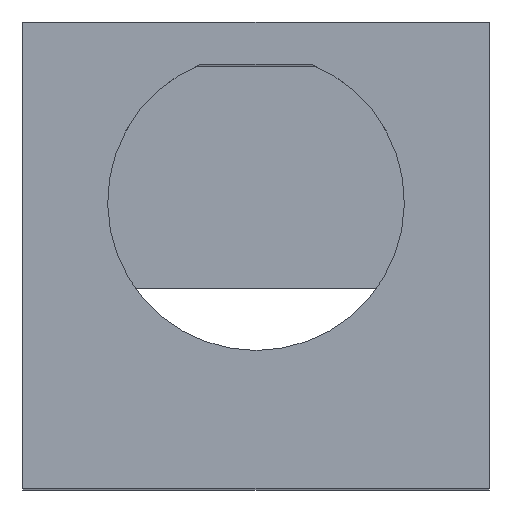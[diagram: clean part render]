
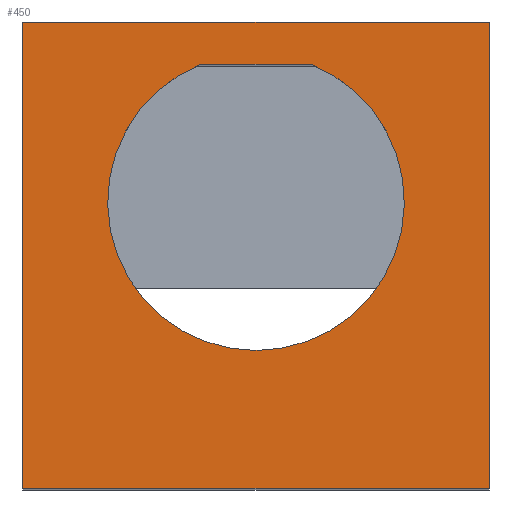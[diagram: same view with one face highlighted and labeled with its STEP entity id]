
A CAD part, top view. The second image highlights one B-rep face of the part: STEP entity #450.
In plain terms, the highlighted planar face has unit normal (0, 0, 1).
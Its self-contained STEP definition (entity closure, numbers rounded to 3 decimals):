
#16=CIRCLE('',#499,3.5);
#18=FACE_BOUND('',#79,.T.);
#29=PLANE('',#500);
#53=FACE_OUTER_BOUND('',#78,.T.);
#78=EDGE_LOOP('',(#378,#379,#380,#381));
#79=EDGE_LOOP('',(#382,#383));
#126=LINE('',#708,#182);
#131=LINE('',#719,#187);
#137=LINE('',#733,#193);
#138=LINE('',#735,#194);
#139=LINE('',#736,#195);
#182=VECTOR('',#579,10.);
#187=VECTOR('',#586,10.);
#193=VECTOR('',#600,10.);
#194=VECTOR('',#601,10.);
#195=VECTOR('',#602,10.);
#231=VERTEX_POINT('',#706);
#232=VERTEX_POINT('',#707);
#236=VERTEX_POINT('',#716);
#237=VERTEX_POINT('',#718);
#241=VERTEX_POINT('',#732);
#242=VERTEX_POINT('',#734);
#282=EDGE_CURVE('',#231,#232,#126,.T.);
#287=EDGE_CURVE('',#237,#236,#131,.T.);
#294=EDGE_CURVE('',#236,#237,#16,.T.);
#295=EDGE_CURVE('',#241,#232,#137,.T.);
#296=EDGE_CURVE('',#242,#231,#138,.T.);
#297=EDGE_CURVE('',#242,#241,#139,.T.);
#378=ORIENTED_EDGE('',*,*,#295,.T.);
#379=ORIENTED_EDGE('',*,*,#282,.F.);
#380=ORIENTED_EDGE('',*,*,#296,.F.);
#381=ORIENTED_EDGE('',*,*,#297,.T.);
#382=ORIENTED_EDGE('',*,*,#294,.T.);
#383=ORIENTED_EDGE('',*,*,#287,.T.);
#450=ADVANCED_FACE('',(#53,#18),#29,.T.);
#499=AXIS2_PLACEMENT_3D('',#730,#596,#597);
#500=AXIS2_PLACEMENT_3D('',#731,#598,#599);
#579=DIRECTION('',(1.,0.,0.));
#586=DIRECTION('',(1.,0.,0.));
#596=DIRECTION('center_axis',(0.,0.,-1.));
#597=DIRECTION('ref_axis',(1.,0.,0.));
#598=DIRECTION('center_axis',(0.,0.,1.));
#599=DIRECTION('ref_axis',(1.,0.,0.));
#600=DIRECTION('',(0.,1.,0.));
#601=DIRECTION('',(0.,1.,0.));
#602=DIRECTION('',(1.,0.,0.));
#706=CARTESIAN_POINT('',(-5.5,11.,12.));
#707=CARTESIAN_POINT('',(5.5,11.,12.));
#708=CARTESIAN_POINT('',(-5.5,11.,12.));
#716=CARTESIAN_POINT('',(1.299,10.,12.));
#718=CARTESIAN_POINT('',(-1.299,10.,12.));
#719=CARTESIAN_POINT('',(-5.5,10.,12.));
#730=CARTESIAN_POINT('Origin',(0.,6.75,12.));
#731=CARTESIAN_POINT('Origin',(-5.5,0.,12.));
#732=CARTESIAN_POINT('',(5.5,0.,12.));
#733=CARTESIAN_POINT('',(5.5,0.,12.));
#734=CARTESIAN_POINT('',(-5.5,0.,12.));
#735=CARTESIAN_POINT('',(-5.5,0.,12.));
#736=CARTESIAN_POINT('',(-5.5,0.,12.));
